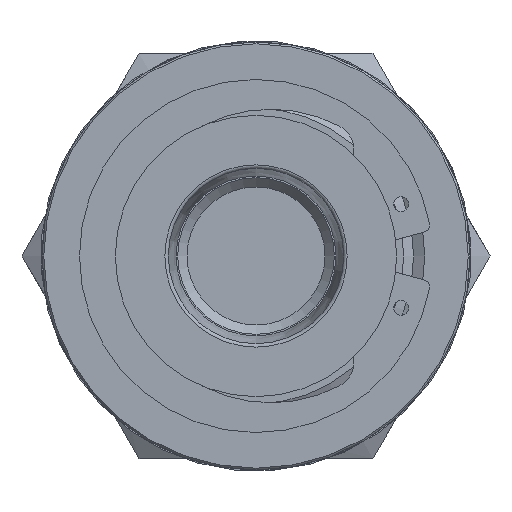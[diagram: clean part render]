
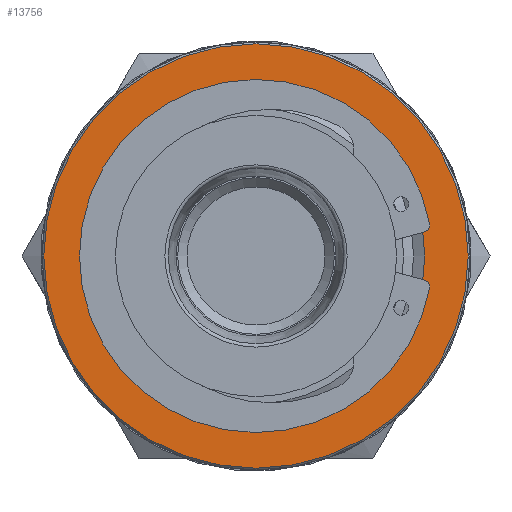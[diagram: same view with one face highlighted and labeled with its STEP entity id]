
A CAD part, left-side view. The second image highlights one B-rep face of the part: STEP entity #13756.
In plain terms, the highlighted planar face has unit normal (-1, 0, 0).
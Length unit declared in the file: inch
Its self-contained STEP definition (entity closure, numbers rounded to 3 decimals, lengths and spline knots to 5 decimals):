
#13722=CARTESIAN_POINT('',(-0.5,0.589,0.));
#13723=VERTEX_POINT('',#13722);
#13724=CARTESIAN_POINT('',(-0.5,0.0,0.0));
#13725=DIRECTION('',(1.0,0.0,0.0));
#13726=DIRECTION('',(0.0,-1.0,0.0));
#13727=AXIS2_PLACEMENT_3D('',#13724,#13725,#13726);
#13728=CIRCLE('',#13727,0.589);
#13729=EDGE_CURVE('',#13723,#13723,#13728,.T.);
#13737=CARTESIAN_POINT('',(-0.5,0.0,0.0));
#13738=DIRECTION('',(-1.0,0.0,0.0));
#13739=DIRECTION('',(0.0,0.0,1.0));
#13740=AXIS2_PLACEMENT_3D('',#13737,#13738,#13739);
#13741=PLANE('',#13740);
#13742=ORIENTED_EDGE('',*,*,#13729,.F.);
#13743=EDGE_LOOP('',(#13742));
#13744=FACE_OUTER_BOUND('',#13743,.T.);
#13745=CARTESIAN_POINT('',(-0.5,-0.4685,0.));
#13746=VERTEX_POINT('',#13745);
#13747=CARTESIAN_POINT('',(-0.5,0.0,0.0));
#13748=DIRECTION('',(-1.0,0.0,0.0));
#13749=DIRECTION('',(0.0,1.0,0.0));
#13750=AXIS2_PLACEMENT_3D('',#13747,#13748,#13749);
#13751=CIRCLE('',#13750,0.4685);
#13752=EDGE_CURVE('',#13746,#13746,#13751,.T.);
#13753=ORIENTED_EDGE('',*,*,#13752,.F.);
#13754=EDGE_LOOP('',(#13753));
#13755=FACE_BOUND('',#13754,.T.);
#13756=ADVANCED_FACE('',(#13744,#13755),#13741,.T.);
